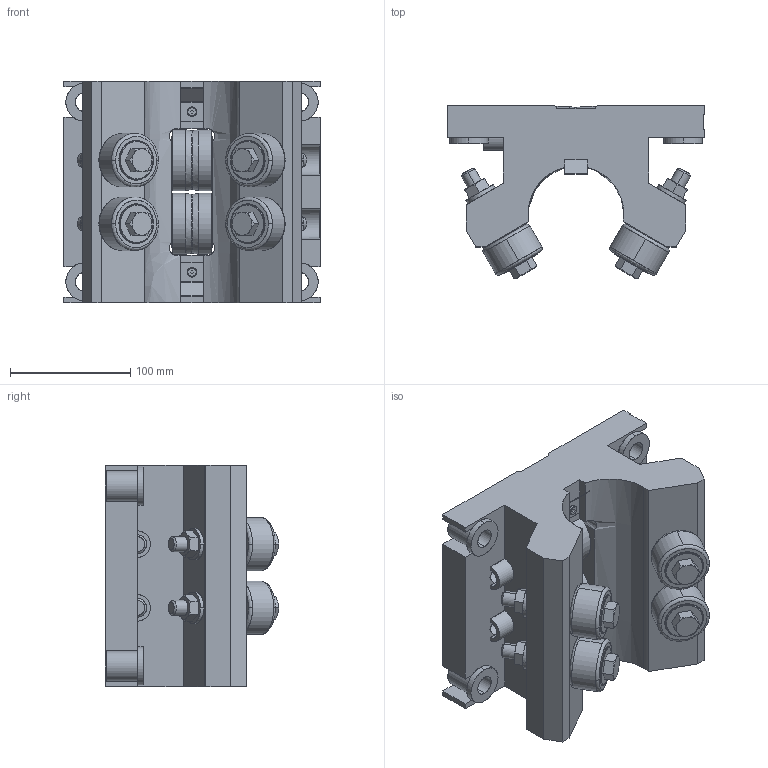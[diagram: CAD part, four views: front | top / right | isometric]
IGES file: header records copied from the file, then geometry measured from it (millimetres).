
Start section: SolidWorks IGES file using analytic representation for surfaces
Global section: file name: RollerBearing_C931C4AF75.igs; native system: SolidWorks 2019; preprocessor: SolidWorks 2019; author: PCM_PROD1; date: 200821.195626; units: inch
Bounding box: 212.72 x 143.94 x 184.15 mm (x, y, z)
Surface area: 366454.2 mm2 (no closed solid volume)
Topology: 0 solids, 0 shells, 858 faces, 14790 edges, 14782 vertices
Faces by surface type: revolution 492, bspline 366
